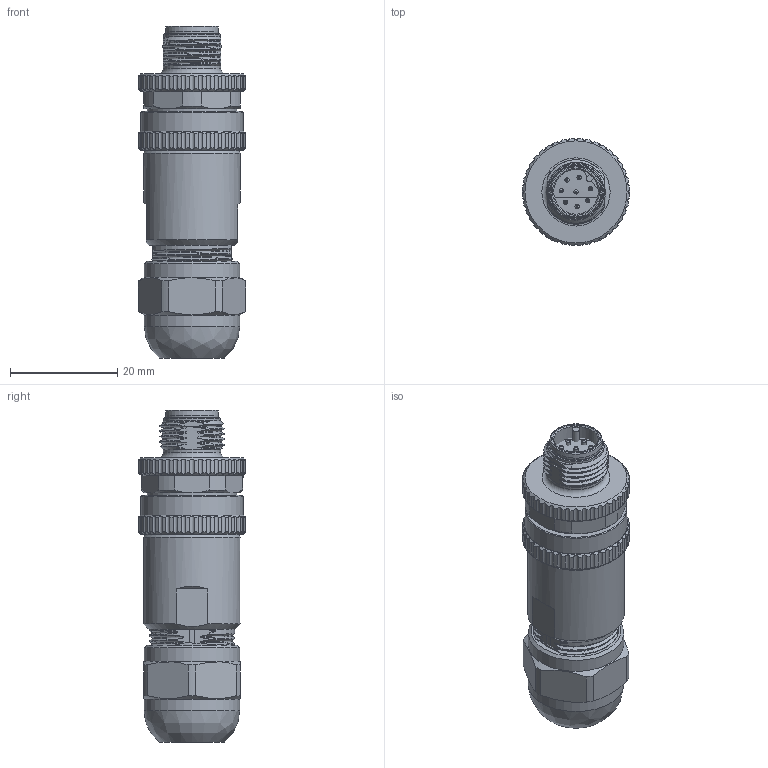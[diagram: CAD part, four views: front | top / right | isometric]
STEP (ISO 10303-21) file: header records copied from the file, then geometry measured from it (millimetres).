
FILE_DESCRIPTION(/* description */ (''),/* implementation_level */ '2;1');
FILE_NAME(/* name */ 'LS12.8-0-M-S-C.stp',/* time_stamp */ '2023-12-06T16:10:50+08:00',/* author */ (''),/* organization */ (''),/* preprocessor_version */ 'ST-DEVELOPER v16',/* originating_system */ 'SIEMENS PLM Software NX 10.0',/* authorisation */ '');
FILE_SCHEMA (('AP203_CONFIGURATION_CONTROLLED_3D_DESIGN_OF_MECHANICAL_PARTS_AND_ASSEMBLIES_MIM_LF { 1 0 10303 403 2 1 2}'));
Length unit declared in the file: millimetre
Products named in the file (1): chan373C5E33805f
Bounding box: 19.99 x 19.98 x 61.8 mm (x, y, z)
Volume: 13946.8 mm3; surface area: 6845.1 mm2
Topology: 13 solids, 13 shells, 374 faces, 988 edges, 647 vertices
Faces by surface type: cylinder 212, bspline 67, plane 66, cone 27, torus 2
Full cylindrical faces by diameter (mm): 0.8 x8, 8.3 x1, 8.5 x1, 9.4 x2, 9.85 x1, 10.5 x1, 10.7 x1, 16.6 x1, 17 x1, 17.8 x2, 18 x1, 19 x1
Entity records: 27816 total; most frequent: CARTESIAN_POINT 19366, ORIENTED_EDGE 1844, DIRECTION 1454, EDGE_CURVE 922, VERTEX_POINT 629, AXIS2_PLACEMENT_3D 586, EDGE_LOOP 429, ADVANCED_FACE 373
